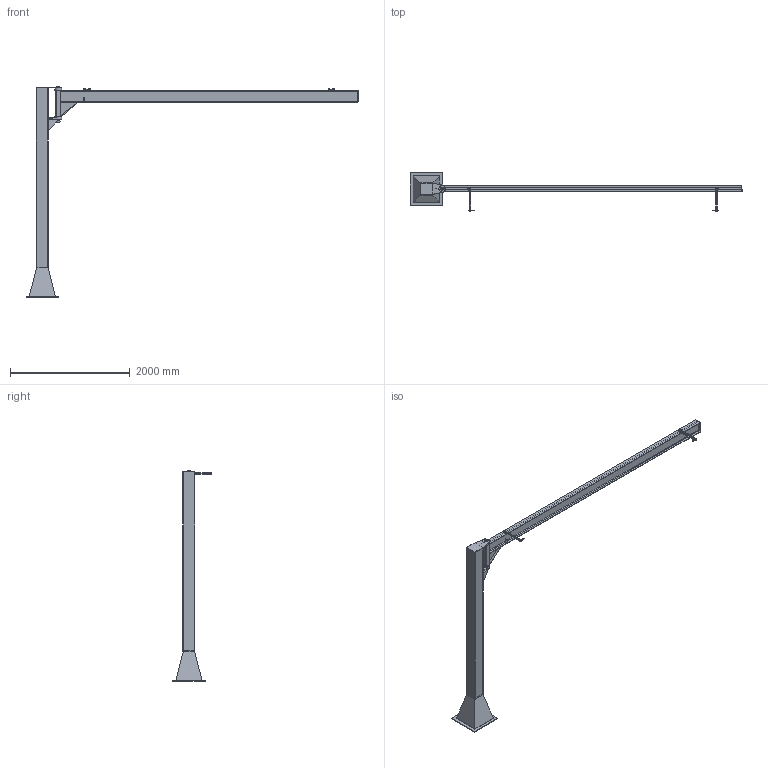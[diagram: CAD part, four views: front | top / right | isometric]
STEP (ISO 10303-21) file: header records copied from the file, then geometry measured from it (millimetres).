
FILE_DESCRIPTION(('STEP AP214'),'1');
FILE_NAME('LOKE PKL 125-5.stp','2018-02-07T12:25:28',(' '),(' '),'Spatial InterOp 3D',' ',' ');
FILE_SCHEMA(('automotive_design'));
Length unit declared in the file: millimetre
Products named in the file (58): L0125-5; Lagerbox IV; KKR; Plattstång; Plåt; Vinkelstång; IPE200; B_rlinekomponenter; Hållare till Bärlinestag; Bärlinestag; Bolt Assembly; M6S M8x20; M6M M8; Bultf_rband; Skruv_gla; Skruvögla M8x60; PMH Pelarsvangkran Loke 125-5; P0003-001; Förstärkningsplåt; Undre Fästöra; Övre Fästöra; Axel III / IV; Axelkant; Axel; Distansbricka; Hylsa; Bultf_rband M8x65; DIN_985 M8; M6S M8x65; Broms Pelare III; POM-C; Gängstång; Mutter; Tryckfjäder; Platta M8; Part59; Pelare; Fot; Fotplatta
Assembly tree (61 placements, depth 6):
  PMH Pelarsvangkran Loke 125-5
    L0125-5
      Lagerbox IV
      (unnamed)
      KKR
      Plattstång
      Plåt
      Vinkelstång
      (unnamed)
      IPE200
      Plåt
      B_rlinekomponenter
        Hållare till Bärlinestag
        (unnamed)
        Bärlinestag
        (unnamed)
        Bultf_rband
          Bolt Assembly  x2
            M6S M8x20
            M6M M8
          Bolt Assembly
            M6S M8x20
            M6M M8
          Bolt Assembly
            M6S M8x20
            M6M M8
        Skruv_gla
          Skruvögla M8x60
          M6M M8  x2
        Skruv_gla
          Skruvögla M8x60
          M6M M8
          M6M M8
    P0003-001
      Förstärkningsplåt
      Förstärkningsplåt
      Undre Fästöra
      Övre Fästöra
      Axel III / IV
        Axelkant
        Axel
        Distansbricka
        Hylsa
        Bultf_rband M8x65
          DIN_985 M8
          M6S M8x65
      Broms Pelare III
        POM-C
        Gängstång
        Mutter  x2
        Tryckfjäder  x2
        Platta M8
        Part59
        Part59
        Gängstång
      Pelare
      Fot
      Fotplatta
Bounding box: 5541.5 x 648 x 3515 mm (x, y, z)
Volume: 192964802.4 mm3; surface area: 8799382.8 mm2
Topology: 52 solids, 52 shells, 610 faces, 1327 edges, 824 vertices
Faces by surface type: plane 324, cone 180, cylinder 94, bspline 10, revolution 2
Full cylindrical faces by diameter (mm): 4.5 x1, 7 x2, 7.28 x1, 8 x16, 8.5 x4, 9 x11, 9.7 x2, 10 x4, 10.5 x2, 13 x1, 35 x3, 35.5 x2, 36 x1, 50 x3, 112 x2
Entity records: 22248 total; most frequent: CARTESIAN_POINT 6298, DIRECTION 2269, ORIENTED_EDGE 2076, EDGE_CURVE 1038, AXIS2_PLACEMENT_3D 900, VERTEX_POINT 691, EDGE_LOOP 657, FACE_OUTER_BOUND 573
